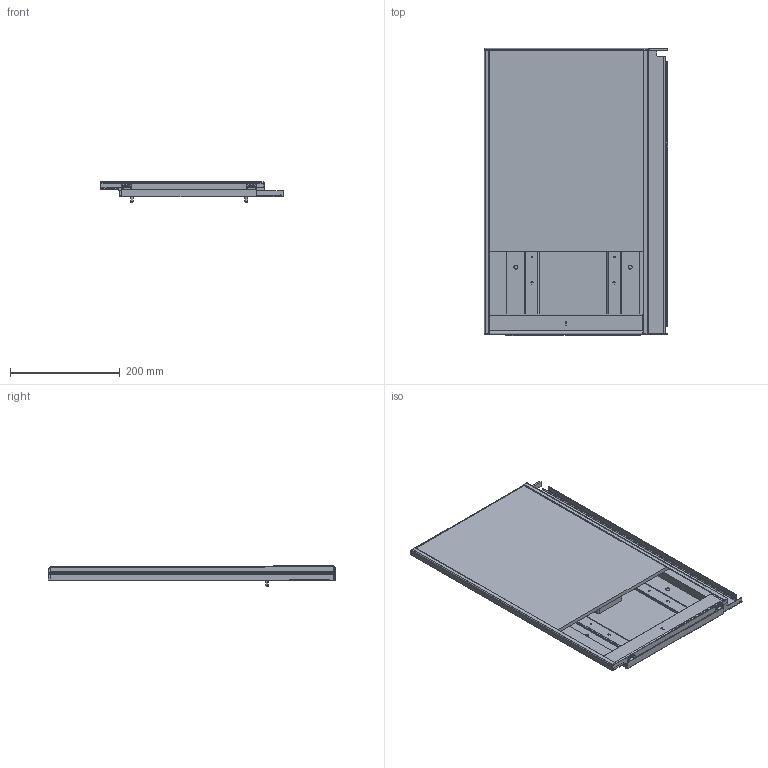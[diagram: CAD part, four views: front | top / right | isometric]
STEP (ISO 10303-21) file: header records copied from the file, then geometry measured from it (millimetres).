
FILE_DESCRIPTION(('Creo Elements/Direct Modeling STEP Export'),'2;1');
FILE_NAME('MB Tile HP Dummy.stp','2024-03-05T14:31:01',(''),(''),'Creo Elements/Direct Modeling STEP processor for AP214 (Solid Model)','Creo Elements/Direct Modeling 17.0C 05-Feb-2011 (C) Parametric Technology GmbH','');
FILE_SCHEMA(('AUTOMOTIVE_DESIGN { 1 0 10303 214 1 1 1 1 }'));
Length unit declared in the file: millimetre
Products named in the file (3): Gehäuse; Laminat; MB_Tile_HP_Dummy
Assembly tree (2 placements, depth 2):
  MB_Tile_HP_Dummy
    Laminat
    Gehäuse
Bounding box: 334 x 522.12 x 36.66 mm (x, y, z)
Volume: 1243263.6 mm3; surface area: 653736.4 mm2
Topology: 2 solids, 2 shells, 488 faces, 1352 edges, 876 vertices
Faces by surface type: plane 328, cylinder 132, cone 28
Entity records: 16100 total; most frequent: CARTESIAN_POINT 2723, ORIENTED_EDGE 2708, DIRECTION 2527, EDGE_CURVE 1352, VECTOR 1017, LINE 1017, VERTEX_POINT 876, AXIS2_PLACEMENT_3D 755
